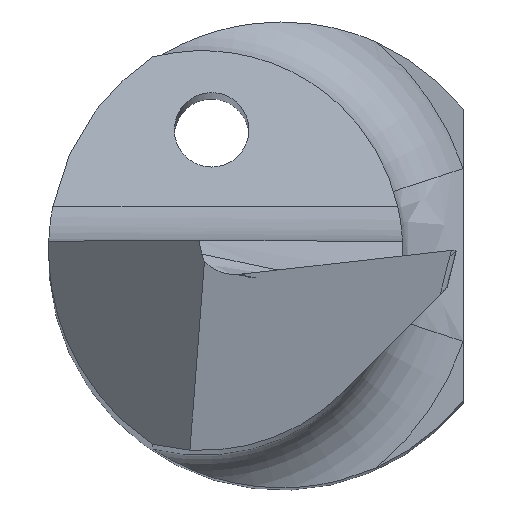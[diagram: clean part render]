
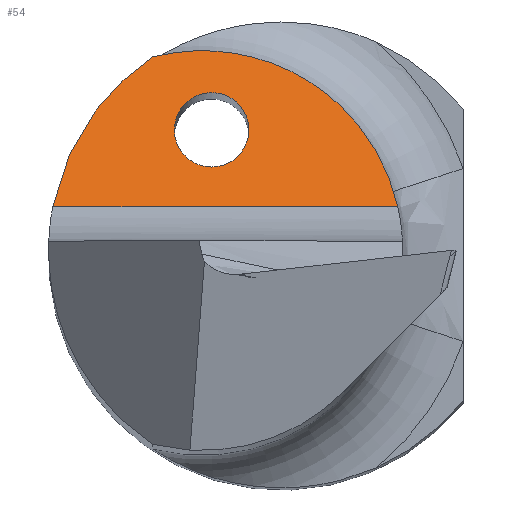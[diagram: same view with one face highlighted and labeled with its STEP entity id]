
A CAD part, top view. The second image highlights one B-rep face of the part: STEP entity #54.
In plain terms, the highlighted planar face has unit normal (0, 0.766, 0.643).
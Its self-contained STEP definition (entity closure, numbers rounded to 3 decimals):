
#10 = EDGE_CURVE ( 'NONE', #618, #71, #462, .T. ) ;
#15 = PLANE ( 'NONE',  #777 ) ;
#21 = ORIENTED_EDGE ( 'NONE', *, *, #854, .F. ) ;
#38 = CARTESIAN_POINT ( 'NONE',  ( -0.75, 1.699, 39.562 ) ) ;
#54 = ADVANCED_FACE ( 'NONE', ( #549, #827 ), #15, .F. ) ;
#71 = VERTEX_POINT ( 'NONE', #109 ) ;
#82 = CARTESIAN_POINT ( 'NONE',  ( 0.963, 1.73, 39.526 ) ) ;
#85 = VERTEX_POINT ( 'NONE', #690 ) ;
#108 = CARTESIAN_POINT ( 'NONE',  ( -2.455, 0.474, 41.022 ) ) ;
#109 = CARTESIAN_POINT ( 'NONE',  ( 1.247, 0.474, 41.022 ) ) ;
#112 = CARTESIAN_POINT ( 'NONE',  ( -1.382, 2.083, 39.105 ) ) ;
#170 = CARTESIAN_POINT ( 'NONE',  ( -2.5, 0.474, 41.022 ) ) ;
#211 = CARTESIAN_POINT ( 'NONE',  ( 1.247, 0.474, 41.022 ) ) ;
#219 = EDGE_CURVE ( 'NONE', #601, #71, #664, .T. ) ;
#266 = CARTESIAN_POINT ( 'NONE',  ( -2.5, 0.474, 41.022 ) ) ;
#314 = VECTOR ( 'NONE', #813, 1000. ) ;
#327 =( BOUNDED_CURVE ( )  B_SPLINE_CURVE ( 3, ( #406, #658, #848, #480, #775, #712, #38 ),
 .UNSPECIFIED., .T., .F. ) 
 B_SPLINE_CURVE_WITH_KNOTS ( ( 4, 3, 4 ),
 ( 0., 3.142, 6.283 ),
 .UNSPECIFIED. ) 
 CURVE ( )  GEOMETRIC_REPRESENTATION_ITEM ( )  RATIONAL_B_SPLINE_CURVE ( ( 1., 0.333, 0.333, 1., 0.333, 0.333, 1. ) ) 
 REPRESENTATION_ITEM ( '' )  );
#378 = CARTESIAN_POINT ( 'NONE',  ( -1.949, 1.707, 39.553 ) ) ;
#382 = CARTESIAN_POINT ( 'NONE',  ( -2.326, 1.142, 40.227 ) ) ;
#406 = CARTESIAN_POINT ( 'NONE',  ( -0.75, 1.699, 39.562 ) ) ;
#439 = ORIENTED_EDGE ( 'NONE', *, *, #219, .T. ) ;
#462 =( BOUNDED_CURVE ( )  B_SPLINE_CURVE ( 3, ( #947, #876, #82, #211 ),
 .UNSPECIFIED., .F., .F. ) 
 B_SPLINE_CURVE_WITH_KNOTS ( ( 4, 4 ),
 ( 6.033, 7.632 ),
 .UNSPECIFIED. ) 
 CURVE ( )  GEOMETRIC_REPRESENTATION_ITEM ( )  RATIONAL_B_SPLINE_CURVE ( ( 1., 0.798, 0.798, 1. ) ) 
 REPRESENTATION_ITEM ( '' )  );
#470 = CARTESIAN_POINT ( 'NONE',  ( -2.455, 0.474, 41.022 ) ) ;
#480 = CARTESIAN_POINT ( 'NONE',  ( -0.75, 0.899, 40.516 ) ) ;
#513 = ORIENTED_EDGE ( 'NONE', *, *, #665, .F. ) ;
#549 = FACE_BOUND ( 'NONE', #709, .T. ) ;
#553 = ORIENTED_EDGE ( 'NONE', *, *, #10, .F. ) ;
#601 = VERTEX_POINT ( 'NONE', #108 ) ;
#618 = VERTEX_POINT ( 'NONE', #112 ) ;
#637 =( BOUNDED_CURVE ( )  B_SPLINE_CURVE ( 3, ( #470, #382, #378, #910 ),
 .UNSPECIFIED., .F., .F. ) 
 B_SPLINE_CURVE_WITH_KNOTS ( ( 4, 4 ),
 ( 4.903, 5.697 ),
 .UNSPECIFIED. ) 
 CURVE ( )  GEOMETRIC_REPRESENTATION_ITEM ( )  RATIONAL_B_SPLINE_CURVE ( ( 1., 0.948, 0.948, 1. ) ) 
 REPRESENTATION_ITEM ( '' )  );
#658 = CARTESIAN_POINT ( 'NONE',  ( -1.55, 1.699, 39.562 ) ) ;
#664 = LINE ( 'NONE', #266, #314 ) ;
#665 = EDGE_CURVE ( 'NONE', #85, #85, #327, .T. ) ;
#690 = CARTESIAN_POINT ( 'NONE',  ( -0.75, 1.699, 39.562 ) ) ;
#705 = DIRECTION ( 'NONE',  ( 0., 0.643, -0.766 ) ) ;
#709 = EDGE_LOOP ( 'NONE', ( #513 ) ) ;
#712 = CARTESIAN_POINT ( 'NONE',  ( 0.05, 1.699, 39.562 ) ) ;
#761 = DIRECTION ( 'NONE',  ( 0., -0.766, -0.643 ) ) ;
#775 = CARTESIAN_POINT ( 'NONE',  ( 0.05, 0.899, 40.516 ) ) ;
#777 = AXIS2_PLACEMENT_3D ( 'NONE', #170, #761, #705 ) ;
#813 = DIRECTION ( 'NONE',  ( 1., 0., 0. ) ) ;
#827 = FACE_OUTER_BOUND ( 'NONE', #900, .T. ) ;
#848 = CARTESIAN_POINT ( 'NONE',  ( -1.55, 0.899, 40.516 ) ) ;
#854 = EDGE_CURVE ( 'NONE', #601, #618, #637, .T. ) ;
#876 = CARTESIAN_POINT ( 'NONE',  ( -0.135, 2.402, 38.725 ) ) ;
#900 = EDGE_LOOP ( 'NONE', ( #439, #553, #21 ) ) ;
#910 = CARTESIAN_POINT ( 'NONE',  ( -1.382, 2.083, 39.105 ) ) ;
#947 = CARTESIAN_POINT ( 'NONE',  ( -1.382, 2.083, 39.105 ) ) ;
